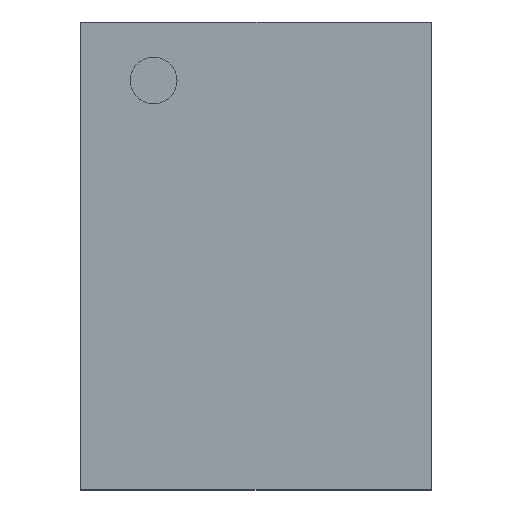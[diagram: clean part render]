
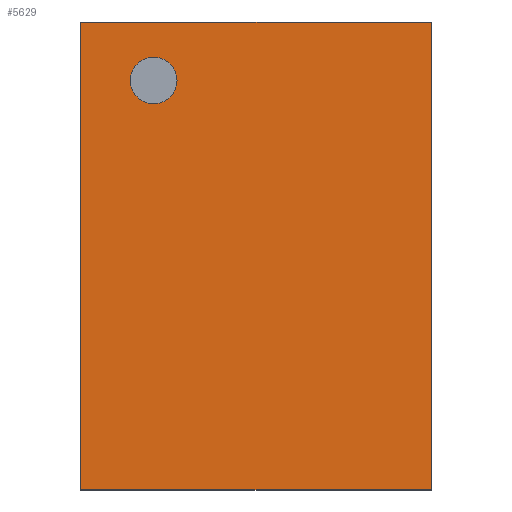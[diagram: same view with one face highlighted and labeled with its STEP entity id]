
A CAD part, top view. The second image highlights one B-rep face of the part: STEP entity #5629.
In plain terms, the highlighted planar face has unit normal (0, 0, 1).
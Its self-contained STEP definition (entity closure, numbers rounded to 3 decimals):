
#5409=CARTESIAN_POINT('',(-1.35,3.0,1.2));
#5410=VERTEX_POINT('',#5409);
#5426=CARTESIAN_POINT('',(-2.15,3.0,1.2));
#5427=VERTEX_POINT('',#5426);
#5434=CARTESIAN_POINT('',(-1.75,3.0,1.2));
#5435=DIRECTION('',(0.0,0.0,-1.0));
#5436=DIRECTION('',(1.0,0.0,0.0));
#5437=AXIS2_PLACEMENT_3D('',#5434,#5435,#5436);
#5438=CIRCLE('',#5437,0.4);
#5439=EDGE_CURVE('',#5410,#5427,#5438,.T.);
#5450=CARTESIAN_POINT('',(-1.75,3.0,1.2));
#5451=DIRECTION('',(0.0,0.0,-1.0));
#5452=DIRECTION('',(1.0,0.0,0.0));
#5453=AXIS2_PLACEMENT_3D('',#5450,#5451,#5452);
#5454=CIRCLE('',#5453,0.4);
#5455=EDGE_CURVE('',#5427,#5410,#5454,.T.);
#5483=CARTESIAN_POINT('',(3.,4.0,1.2));
#5484=VERTEX_POINT('',#5483);
#5485=CARTESIAN_POINT('',(3.,-4.0,1.2));
#5486=VERTEX_POINT('',#5485);
#5487=CARTESIAN_POINT('',(3.,4.0,1.2));
#5488=DIRECTION('',(0.0,-1.0,0.0));
#5489=VECTOR('',#5488,8.0);
#5490=LINE('',#5487,#5489);
#5491=EDGE_CURVE('',#5484,#5486,#5490,.T.);
#5523=CARTESIAN_POINT('',(-3.0,-4.0,1.2));
#5524=VERTEX_POINT('',#5523);
#5525=CARTESIAN_POINT('',(-3.0,-4.0,1.2));
#5526=DIRECTION('',(1.0,0.0,0.0));
#5527=VECTOR('',#5526,6.);
#5528=LINE('',#5525,#5527);
#5529=EDGE_CURVE('',#5486,#5524,#5528,.F.);
#5554=CARTESIAN_POINT('',(-3.0,4.0,1.2));
#5555=VERTEX_POINT('',#5554);
#5556=CARTESIAN_POINT('',(-3.0,-4.0,1.2));
#5557=DIRECTION('',(0.0,1.0,0.0));
#5558=VECTOR('',#5557,8.0);
#5559=LINE('',#5556,#5558);
#5560=EDGE_CURVE('',#5524,#5555,#5559,.T.);
#5585=CARTESIAN_POINT('',(-3.0,4.0,1.2));
#5586=DIRECTION('',(1.0,0.0,0.0));
#5587=VECTOR('',#5586,6.);
#5588=LINE('',#5585,#5587);
#5589=EDGE_CURVE('',#5555,#5484,#5588,.T.);
#5614=CARTESIAN_POINT('',(-2.5,3.25,1.2));
#5615=DIRECTION('',(0.0,0.0,1.0));
#5616=DIRECTION('',(1.0,0.0,0.0));
#5617=AXIS2_PLACEMENT_3D('',#5614,#5615,#5616);
#5618=PLANE('',#5617);
#5619=ORIENTED_EDGE('',*,*,#5491,.F.);
#5620=ORIENTED_EDGE('',*,*,#5589,.F.);
#5621=ORIENTED_EDGE('',*,*,#5560,.F.);
#5622=ORIENTED_EDGE('',*,*,#5529,.F.);
#5623=EDGE_LOOP('',(#5619,#5620,#5621,#5622));
#5624=FACE_OUTER_BOUND('',#5623,.T.);
#5625=ORIENTED_EDGE('',*,*,#5439,.T.);
#5626=ORIENTED_EDGE('',*,*,#5455,.T.);
#5627=EDGE_LOOP('',(#5625,#5626));
#5628=FACE_BOUND('',#5627,.T.);
#5629=ADVANCED_FACE('',(#5624,#5628),#5618,.T.);
